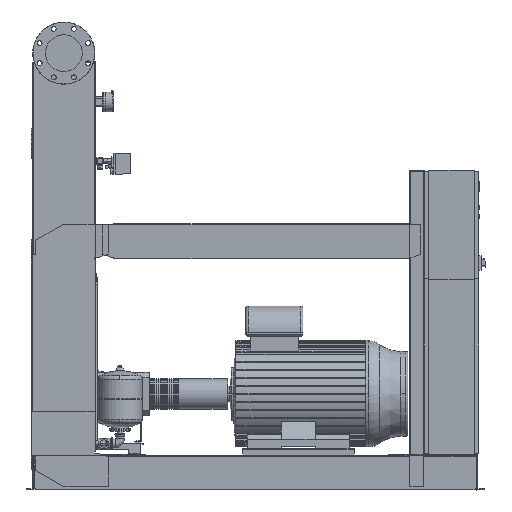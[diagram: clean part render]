
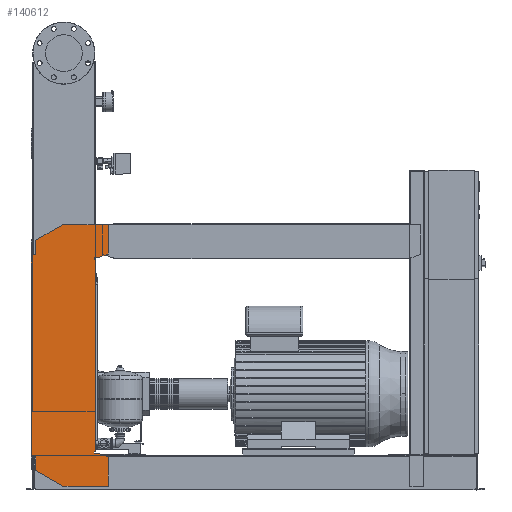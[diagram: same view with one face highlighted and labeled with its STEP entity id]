
A CAD part, front view. The second image highlights one B-rep face of the part: STEP entity #140612.
In plain terms, the highlighted free-form (B-spline) face has degree [1, 1] with [2, 2] control points.
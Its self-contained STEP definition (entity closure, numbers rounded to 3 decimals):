
#140097=CARTESIAN_POINT('',(-129.0,-463.5,1076.0));
#140098=VERTEX_POINT('',#140097);
#140105=CARTESIAN_POINT('',(-129.,-463.5,1142.986));
#140106=VERTEX_POINT('',#140105);
#140107=CARTESIAN_POINT('',(-129.0,-463.5,1076.0));
#140108=DIRECTION('',(0.0,0.0,1.0));
#140109=VECTOR('',#140108,66.986);
#140110=LINE('',#140107,#140109);
#140111=EDGE_CURVE('',#140098,#140106,#140110,.T.);
#140129=CARTESIAN_POINT('',(-6.0,-463.5,1214.0));
#140130=VERTEX_POINT('',#140129);
#140131=CARTESIAN_POINT('',(-129.,-463.5,1142.986));
#140132=DIRECTION('',(0.866,0.0,0.5));
#140133=VECTOR('',#140132,142.028);
#140134=LINE('',#140131,#140133);
#140135=EDGE_CURVE('',#140106,#140130,#140134,.T.);
#140153=CARTESIAN_POINT('',(204.,-463.5,1214.0));
#140154=VERTEX_POINT('',#140153);
#140155=CARTESIAN_POINT('',(-6.0,-463.5,1214.0));
#140156=DIRECTION('',(1.0,0.0,0.0));
#140157=VECTOR('',#140156,210.);
#140158=LINE('',#140155,#140157);
#140159=EDGE_CURVE('',#140130,#140154,#140158,.T.);
#140177=CARTESIAN_POINT('',(204.0,-463.5,1080.379));
#140178=VERTEX_POINT('',#140177);
#140179=CARTESIAN_POINT('',(204.,-463.5,1214.0));
#140180=DIRECTION('',(0.0,0.0,-1.0));
#140181=VECTOR('',#140180,133.621);
#140182=LINE('',#140179,#140181);
#140183=EDGE_CURVE('',#140154,#140178,#140182,.T.);
#140201=CARTESIAN_POINT('',(159.0,-463.5,1064.0));
#140202=VERTEX_POINT('',#140201);
#140203=CARTESIAN_POINT('',(204.0,-463.5,1080.379));
#140204=DIRECTION('',(-0.94,0.0,-0.342));
#140205=VECTOR('',#140204,47.888);
#140206=LINE('',#140203,#140205);
#140207=EDGE_CURVE('',#140178,#140202,#140206,.T.);
#140225=CARTESIAN_POINT('',(139.0,-463.5,1064.0));
#140226=VERTEX_POINT('',#140225);
#140227=CARTESIAN_POINT('',(159.0,-463.5,1064.0));
#140228=DIRECTION('',(-1.0,0.0,0.0));
#140229=VECTOR('',#140228,20.0);
#140230=LINE('',#140227,#140229);
#140231=EDGE_CURVE('',#140202,#140226,#140230,.T.);
#140249=CARTESIAN_POINT('',(139.0,-463.5,1056.0));
#140250=VERTEX_POINT('',#140249);
#140251=CARTESIAN_POINT('',(139.0,-463.5,1064.0));
#140252=DIRECTION('',(0.0,0.0,-1.0));
#140253=VECTOR('',#140252,8.0);
#140254=LINE('',#140251,#140253);
#140255=EDGE_CURVE('',#140226,#140250,#140254,.T.);
#140273=CARTESIAN_POINT('',(147.,-463.5,1056.0));
#140274=VERTEX_POINT('',#140273);
#140275=CARTESIAN_POINT('',(139.0,-463.5,1056.0));
#140276=DIRECTION('',(1.0,0.0,0.0));
#140277=VECTOR('',#140276,8.);
#140278=LINE('',#140275,#140277);
#140279=EDGE_CURVE('',#140250,#140274,#140278,.T.);
#140297=CARTESIAN_POINT('',(147.,-463.5,176.));
#140298=VERTEX_POINT('',#140297);
#140309=CARTESIAN_POINT('',(147.,-463.5,1056.0));
#140310=DIRECTION('',(0.0,0.0,-1.0));
#140311=VECTOR('',#140310,880.);
#140312=LINE('',#140309,#140311);
#140313=EDGE_CURVE('',#140274,#140298,#140312,.T.);
#140327=CARTESIAN_POINT('',(139.,-463.5,176.));
#140328=VERTEX_POINT('',#140327);
#140329=CARTESIAN_POINT('',(147.,-463.5,176.));
#140330=DIRECTION('',(-1.0,0.0,0.0));
#140331=VECTOR('',#140330,8.0);
#140332=LINE('',#140329,#140331);
#140333=EDGE_CURVE('',#140298,#140328,#140332,.T.);
#140351=CARTESIAN_POINT('',(139.,-463.5,168.));
#140352=VERTEX_POINT('',#140351);
#140353=CARTESIAN_POINT('',(139.,-463.5,176.));
#140354=DIRECTION('',(0.0,0.0,-1.0));
#140355=VECTOR('',#140354,8.0);
#140356=LINE('',#140353,#140355);
#140357=EDGE_CURVE('',#140328,#140352,#140356,.T.);
#140375=CARTESIAN_POINT('',(159.,-463.5,168.));
#140376=VERTEX_POINT('',#140375);
#140377=CARTESIAN_POINT('',(139.,-463.5,168.));
#140378=DIRECTION('',(1.0,0.0,0.0));
#140379=VECTOR('',#140378,20.0);
#140380=LINE('',#140377,#140379);
#140381=EDGE_CURVE('',#140352,#140376,#140380,.T.);
#140399=CARTESIAN_POINT('',(204.,-463.5,151.621));
#140400=VERTEX_POINT('',#140399);
#140401=CARTESIAN_POINT('',(159.,-463.5,168.));
#140402=DIRECTION('',(0.94,0.0,-0.342));
#140403=VECTOR('',#140402,47.888);
#140404=LINE('',#140401,#140403);
#140405=EDGE_CURVE('',#140376,#140400,#140404,.T.);
#140423=CARTESIAN_POINT('',(204.,-463.5,18.0));
#140424=VERTEX_POINT('',#140423);
#140425=CARTESIAN_POINT('',(204.,-463.5,151.621));
#140426=DIRECTION('',(0.0,0.0,-1.0));
#140427=VECTOR('',#140426,133.621);
#140428=LINE('',#140425,#140427);
#140429=EDGE_CURVE('',#140400,#140424,#140428,.T.);
#140447=CARTESIAN_POINT('',(-4.,-463.5,18.0));
#140448=VERTEX_POINT('',#140447);
#140449=CARTESIAN_POINT('',(204.,-463.5,18.0));
#140450=DIRECTION('',(-1.0,0.0,0.0));
#140451=VECTOR('',#140450,208.);
#140452=LINE('',#140449,#140451);
#140453=EDGE_CURVE('',#140424,#140448,#140452,.T.);
#140471=CARTESIAN_POINT('',(-129.,-463.5,90.169));
#140472=VERTEX_POINT('',#140471);
#140473=CARTESIAN_POINT('',(-4.,-463.5,18.0));
#140474=DIRECTION('',(-0.866,0.,0.5));
#140475=VECTOR('',#140474,144.338);
#140476=LINE('',#140473,#140475);
#140477=EDGE_CURVE('',#140448,#140472,#140476,.T.);
#140495=CARTESIAN_POINT('',(-129.,-463.5,156.0));
#140496=VERTEX_POINT('',#140495);
#140497=CARTESIAN_POINT('',(-129.,-463.5,90.169));
#140498=DIRECTION('',(0.0,0.0,1.0));
#140499=VECTOR('',#140498,65.831);
#140500=LINE('',#140497,#140499);
#140501=EDGE_CURVE('',#140472,#140496,#140500,.T.);
#140519=CARTESIAN_POINT('',(-149.,-463.5,156.0));
#140520=VERTEX_POINT('',#140519);
#140521=CARTESIAN_POINT('',(-129.,-463.5,156.0));
#140522=DIRECTION('',(-1.0,0.0,0.0));
#140523=VECTOR('',#140522,20.0);
#140524=LINE('',#140521,#140523);
#140525=EDGE_CURVE('',#140496,#140520,#140524,.T.);
#140543=CARTESIAN_POINT('',(-149.0,-463.5,1076.0));
#140544=VERTEX_POINT('',#140543);
#140557=CARTESIAN_POINT('',(-149.,-463.5,156.0));
#140558=DIRECTION('',(0.0,0.0,1.0));
#140559=VECTOR('',#140558,920.0);
#140560=LINE('',#140557,#140559);
#140561=EDGE_CURVE('',#140520,#140544,#140560,.T.);
#140575=CARTESIAN_POINT('',(-149.0,-463.5,1076.0));
#140576=DIRECTION('',(1.0,0.0,0.0));
#140577=VECTOR('',#140576,20.0);
#140578=LINE('',#140575,#140577);
#140579=EDGE_CURVE('',#140544,#140098,#140578,.T.);
#140585=CARTESIAN_POINT('',(-149.,-463.5,18.0));
#140586=CARTESIAN_POINT('',(204.,-463.5,18.0));
#140587=CARTESIAN_POINT('',(-149.,-463.5,1214.0));
#140588=CARTESIAN_POINT('',(204.,-463.5,1214.0));
#140589=B_SPLINE_SURFACE_WITH_KNOTS('',1,1,((#140585,#140587),(#140586,#140588)),.UNSPECIFIED.,.F.,.F.,.U.,(2,2),(2,2),(0.0,353.),(0.0,1196.0),.UNSPECIFIED.);
#140590=ORIENTED_EDGE('',*,*,#140579,.F.);
#140591=ORIENTED_EDGE('',*,*,#140561,.F.);
#140592=ORIENTED_EDGE('',*,*,#140525,.F.);
#140593=ORIENTED_EDGE('',*,*,#140501,.F.);
#140594=ORIENTED_EDGE('',*,*,#140477,.F.);
#140595=ORIENTED_EDGE('',*,*,#140453,.F.);
#140596=ORIENTED_EDGE('',*,*,#140429,.F.);
#140597=ORIENTED_EDGE('',*,*,#140405,.F.);
#140598=ORIENTED_EDGE('',*,*,#140381,.F.);
#140599=ORIENTED_EDGE('',*,*,#140357,.F.);
#140600=ORIENTED_EDGE('',*,*,#140333,.F.);
#140601=ORIENTED_EDGE('',*,*,#140313,.F.);
#140602=ORIENTED_EDGE('',*,*,#140279,.F.);
#140603=ORIENTED_EDGE('',*,*,#140255,.F.);
#140604=ORIENTED_EDGE('',*,*,#140231,.F.);
#140605=ORIENTED_EDGE('',*,*,#140207,.F.);
#140606=ORIENTED_EDGE('',*,*,#140183,.F.);
#140607=ORIENTED_EDGE('',*,*,#140159,.F.);
#140608=ORIENTED_EDGE('',*,*,#140135,.F.);
#140609=ORIENTED_EDGE('',*,*,#140111,.F.);
#140610=EDGE_LOOP('',(#140590,#140591,#140592,#140593,#140594,#140595,#140596,#140597,#140598,#140599,#140600,#140601,#140602,#140603,#140604,#140605,#140606,#140607,#140608,#140609));
#140611=FACE_OUTER_BOUND('',#140610,.T.);
#140612=ADVANCED_FACE('',(#140611),#140589,.T.);
